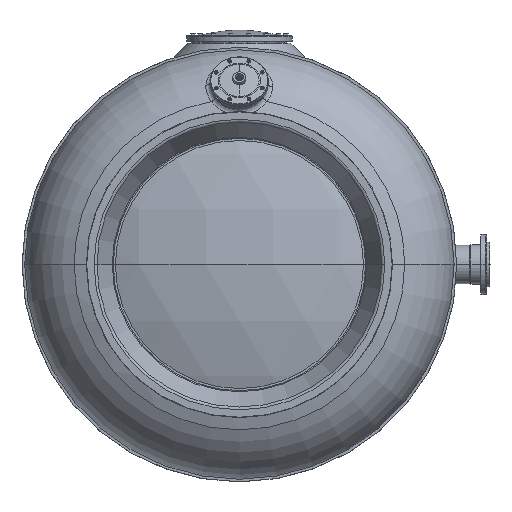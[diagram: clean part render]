
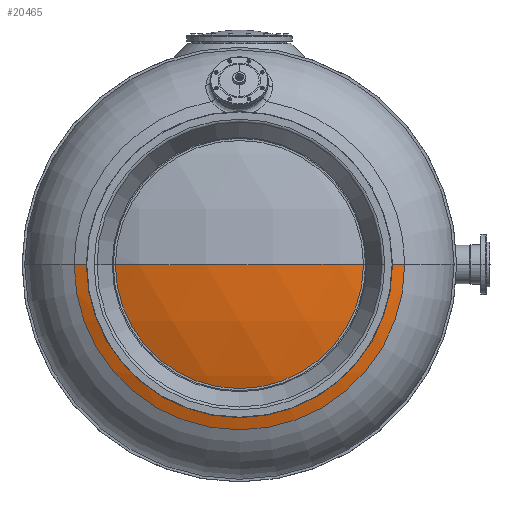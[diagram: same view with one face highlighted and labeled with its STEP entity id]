
A CAD part, front view. The second image highlights one B-rep face of the part: STEP entity #20465.
In plain terms, the highlighted spherical face has radius 2035 mm.
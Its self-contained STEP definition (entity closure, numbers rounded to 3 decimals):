
#119 = EDGE_LOOP ( 'NONE', ( #34624, #7856 ) ) ;
#5245 = DIRECTION ( 'NONE',  ( 0., -1., 0. ) ) ;
#5373 = AXIS2_PLACEMENT_3D ( 'NONE', #8642, #5770, #5245 ) ;
#5487 = CARTESIAN_POINT ( 'NONE',  ( -782.692, 156.538, 0. ) ) ;
#5770 = DIRECTION ( 'NONE',  ( 0., 0., -1. ) ) ;
#6242 = CIRCLE ( 'NONE', #9130, 782.692 ) ;
#6486 = AXIS2_PLACEMENT_3D ( 'NONE', #23541, #34619, #9714 ) ;
#7856 = ORIENTED_EDGE ( 'NONE', *, *, #34716, .F. ) ;
#8642 = CARTESIAN_POINT ( 'NONE',  ( 0., 2035., 0. ) ) ;
#9130 = AXIS2_PLACEMENT_3D ( 'NONE', #30916, #17689, #22947 ) ;
#9714 = DIRECTION ( 'NONE',  ( 1., 0., 0. ) ) ;
#10667 = EDGE_CURVE ( 'NONE', #24704, #26367, #23933, .T. ) ;
#17689 = DIRECTION ( 'NONE',  ( 0., 1., 0. ) ) ;
#18189 = CARTESIAN_POINT ( 'NONE',  ( 782.692, 156.538, 0. ) ) ;
#20465 = ADVANCED_FACE ( 'NONE', ( #26603 ), #31867, .T. ) ;
#22947 = DIRECTION ( 'NONE',  ( 1., 0., 0. ) ) ;
#23541 = CARTESIAN_POINT ( 'NONE',  ( 0., 2035., 0. ) ) ;
#23933 = CIRCLE ( 'NONE', #5373, 2035. ) ;
#24704 = VERTEX_POINT ( 'NONE', #18189 ) ;
#26367 = VERTEX_POINT ( 'NONE', #5487 ) ;
#26603 = FACE_OUTER_BOUND ( 'NONE', #119, .T. ) ;
#30916 = CARTESIAN_POINT ( 'NONE',  ( 0., 156.538, 0. ) ) ;
#31867 = SPHERICAL_SURFACE ( 'NONE', #6486, 2035. ) ;
#34619 = DIRECTION ( 'NONE',  ( 0., 0., -1. ) ) ;
#34624 = ORIENTED_EDGE ( 'NONE', *, *, #10667, .T. ) ;
#34716 = EDGE_CURVE ( 'NONE', #24704, #26367, #6242, .T. ) ;
